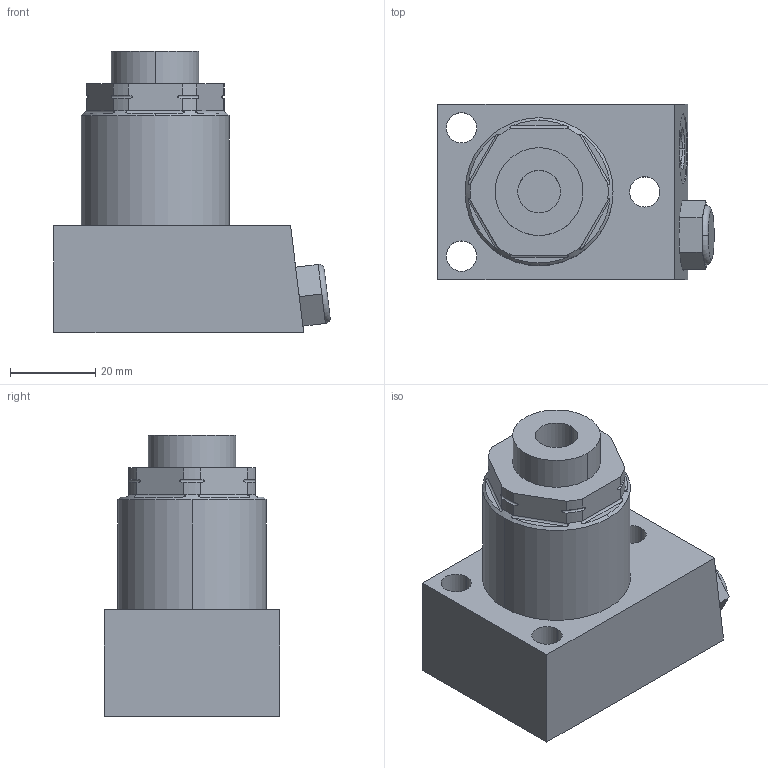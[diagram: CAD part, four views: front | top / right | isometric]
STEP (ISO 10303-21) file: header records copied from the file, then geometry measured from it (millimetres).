
FILE_DESCRIPTION((''),'2;1');
FILE_NAME('ILCM41005006','2019-12-06T',('jweaver'),(''),'PRO/ENGINEER BY PARAMETRIC TECHNOLOGY CORPORATION, 2013320','PRO/ENGINEER BY PARAMETRIC TECHNOLOGY CORPORATION, 2013320','');
FILE_SCHEMA(('AUTOMOTIVE_DESIGN { 1 0 10303 214 1 1 1 1 }'));
Length unit declared in the file: millimetre
Products named in the file (1): ILCM41005006
Bounding box: 64.98 x 41.27 x 66.14 mm (x, y, z)
Volume: 88202 mm3; surface area: 16565.1 mm2
Topology: 1 solids, 2 shells, 91 faces, 216 edges, 136 vertices
Faces by surface type: plane 39, cylinder 38, torus 8, cone 6
Entity records: 3206 total; most frequent: CARTESIAN_POINT 899, DIRECTION 462, ORIENTED_EDGE 432, EDGE_CURVE 216, AXIS2_PLACEMENT_3D 179, VERTEX_POINT 136, COLOUR_RGB 107, VECTOR 104
